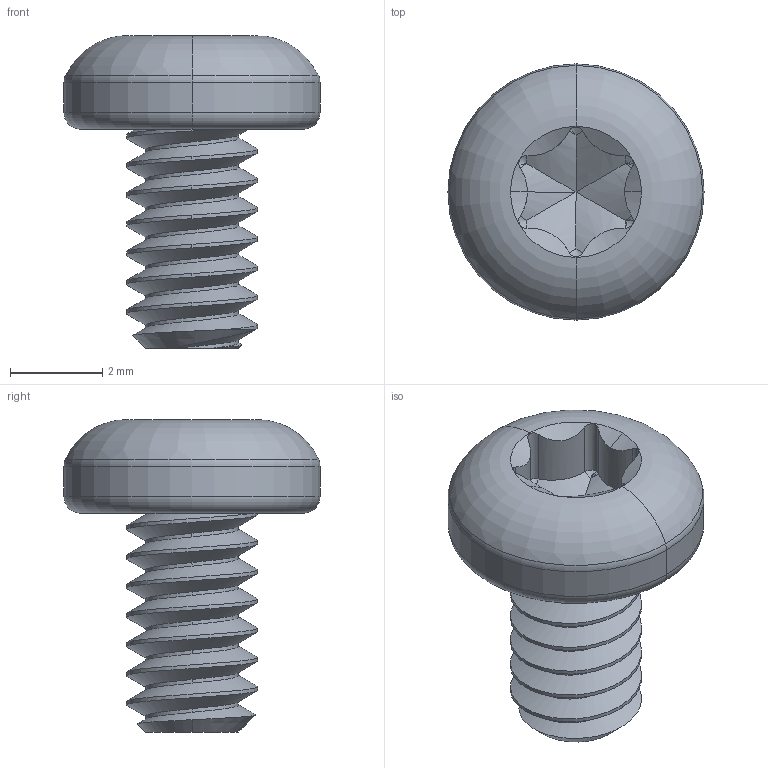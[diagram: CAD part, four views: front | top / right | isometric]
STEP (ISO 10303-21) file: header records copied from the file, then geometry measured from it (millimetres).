
FILE_DESCRIPTION (( 'STEP AP203' ), '1' );
FILE_NAME ('93701A250_Steel Pan Head Torx Screws.STEP', '2021-07-09T21:40:07', ( 'Administrator' ), ( 'Managed by Terraform' ), 'SwSTEP 2.0', 'SolidWorks 2017', '' );
FILE_SCHEMA (( 'CONFIG_CONTROL_DESIGN' ));
Length unit declared in the file: inch
Products named in the file (1): 93701A250_Steel Pan Head Torx Screws
Bounding box: 5.56 x 5.56 x 6.79 mm (x, y, z)
Volume: 59 mm3; surface area: 143.6 mm2
Topology: 1 solids, 1 shells, 86 faces, 227 edges, 136 vertices
Faces by surface type: cylinder 55, cone 20, torus 6, bspline 3, plane 2
Entity records: 3439 total; most frequent: CARTESIAN_POINT 1556, ORIENTED_EDGE 438, DIRECTION 323, EDGE_CURVE 219, VERTEX_POINT 136, AXIS2_PLACEMENT_3D 125, EDGE_LOOP 87, ADVANCED_FACE 86
